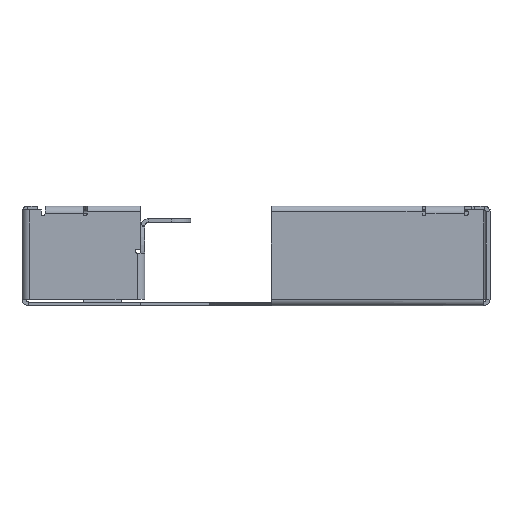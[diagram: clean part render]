
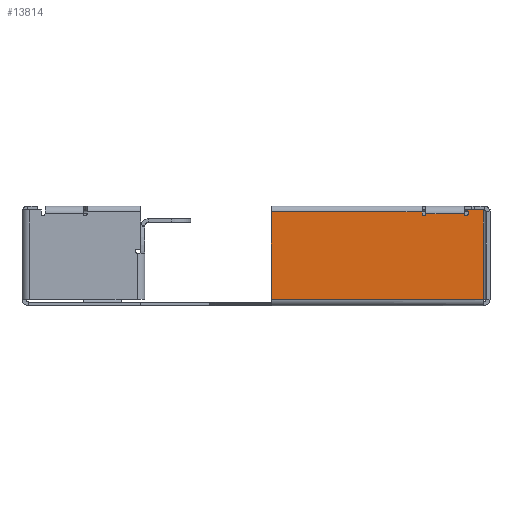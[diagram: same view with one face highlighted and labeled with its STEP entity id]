
A CAD part, front view. The second image highlights one B-rep face of the part: STEP entity #13814.
In plain terms, the highlighted planar face has unit normal (0, -1, 0).
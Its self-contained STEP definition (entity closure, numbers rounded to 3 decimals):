
#12997=VERTEX_POINT('',#12998);
#12998=CARTESIAN_POINT('',(-94.38,-1.0,0.737));
#13035=VERTEX_POINT('',#13036);
#13036=CARTESIAN_POINT('',(-39.087,-1.0,0.737));
#13078=EDGE_CURVE('',#13035,#12997,#13079,.T.);
#13079=LINE('',#13080,#13081);
#13080=CARTESIAN_POINT('',(0.,-1.0,0.737));
#13081=VECTOR('',#13082,1.0);
#13082=DIRECTION('',(-1.0,0.,0.));
#13441=VERTEX_POINT('',#13442);
#13442=CARTESIAN_POINT('',(-54.087,-1.0,23.0));
#13495=VERTEX_POINT('',#13496);
#13496=CARTESIAN_POINT('',(-44.087,-1.0,23.0));
#13545=VERTEX_POINT('',#13546);
#13546=CARTESIAN_POINT('',(-55.087,-1.0,23.5));
#13578=VERTEX_POINT('',#13579);
#13579=CARTESIAN_POINT('',(-94.38,-1.0,23.5));
#13643=EDGE_CURVE('',#13545,#13644,#13646,.T.);
#13644=VERTEX_POINT('',#13645);
#13645=CARTESIAN_POINT('',(-55.087,-1.0,23.0));
#13646=LINE('',#13647,#13648);
#13647=CARTESIAN_POINT('',(-55.087,-1.0,0.));
#13648=VECTOR('',#13649,1.0);
#13649=DIRECTION('',(0.,0.,-1.0));
#13666=EDGE_CURVE('',#13644,#13441,#13667,.T.);
#13667=CIRCLE('',#13668,0.5);
#13668=AXIS2_PLACEMENT_3D('',#13669,#13670,#13671);
#13669=CARTESIAN_POINT('',(-54.587,-1.0,23.0));
#13670=DIRECTION('',(0.,-1.0,0.));
#13671=DIRECTION('',(0.,0.,1.0));
#13689=EDGE_CURVE('',#13441,#13495,#13690,.F.);
#13690=LINE('',#13691,#13692);
#13691=CARTESIAN_POINT('',(-44.087,-1.0,23.0));
#13692=VECTOR('',#13693,1.0);
#13693=DIRECTION('',(-1.0,0.,0.));
#13707=EDGE_CURVE('',#13495,#13708,#13710,.T.);
#13708=VERTEX_POINT('',#13709);
#13709=CARTESIAN_POINT('',(-43.087,-1.0,23.0));
#13710=CIRCLE('',#13711,0.5);
#13711=AXIS2_PLACEMENT_3D('',#13712,#13713,#13714);
#13712=CARTESIAN_POINT('',(-43.587,-1.0,23.0));
#13713=DIRECTION('',(0.,-1.0,0.));
#13714=DIRECTION('',(0.,0.,1.0));
#13740=EDGE_CURVE('',#13708,#13741,#13743,.T.);
#13741=VERTEX_POINT('',#13742);
#13742=CARTESIAN_POINT('',(-43.087,-1.0,24.0));
#13743=LINE('',#13744,#13745);
#13744=CARTESIAN_POINT('',(-43.087,-1.0,0.));
#13745=VECTOR('',#13746,1.0);
#13746=DIRECTION('',(0.,0.,1.0));
#13771=EDGE_CURVE('',#13741,#13772,#13774,.F.);
#13772=VERTEX_POINT('',#13773);
#13773=CARTESIAN_POINT('',(-39.087,-1.0,24.0));
#13774=LINE('',#13775,#13776);
#13775=CARTESIAN_POINT('',(-94.38,-1.0,24.0));
#13776=VECTOR('',#13777,1.0);
#13777=DIRECTION('',(-1.0,0.,0.));
#13801=EDGE_CURVE('',#13578,#13545,#13802,.F.);
#13802=LINE('',#13803,#13804);
#13803=CARTESIAN_POINT('',(-55.087,-1.0,23.5));
#13804=VECTOR('',#13805,1.0);
#13805=DIRECTION('',(-1.0,0.,0.));
#13814=ADVANCED_FACE('',(#13815),#13837,.F.);
#13815=FACE_BOUND('',#13816,.T.);
#13816=EDGE_LOOP('',(#13817,#13818,#13824,#13825,#13831,#13832,#13833,#13834,#13835,#13836));
#13817=ORIENTED_EDGE('',*,*,#13801,.F.);
#13818=ORIENTED_EDGE('',*,*,#13819,.T.);
#13819=EDGE_CURVE('',#13578,#12997,#13820,.T.);
#13820=LINE('',#13821,#13822);
#13821=CARTESIAN_POINT('',(-94.38,-1.0,0.));
#13822=VECTOR('',#13823,1.0);
#13823=DIRECTION('',(0.,0.,-1.0));
#13824=ORIENTED_EDGE('',*,*,#13078,.F.);
#13825=ORIENTED_EDGE('',*,*,#13826,.T.);
#13826=EDGE_CURVE('',#13035,#13772,#13827,.T.);
#13827=LINE('',#13828,#13829);
#13828=CARTESIAN_POINT('',(-39.087,-1.0,0.));
#13829=VECTOR('',#13830,1.0);
#13830=DIRECTION('',(0.,0.,1.0));
#13831=ORIENTED_EDGE('',*,*,#13771,.F.);
#13832=ORIENTED_EDGE('',*,*,#13740,.F.);
#13833=ORIENTED_EDGE('',*,*,#13707,.F.);
#13834=ORIENTED_EDGE('',*,*,#13689,.F.);
#13835=ORIENTED_EDGE('',*,*,#13666,.F.);
#13836=ORIENTED_EDGE('',*,*,#13643,.F.);
#13837=PLANE('',#13838);
#13838=AXIS2_PLACEMENT_3D('',#13839,#13840,#13841);
#13839=CARTESIAN_POINT('',(0.,-1.0,0.));
#13840=DIRECTION('',(0.,1.0,0.));
#13841=DIRECTION('',(0.,0.,1.0));
